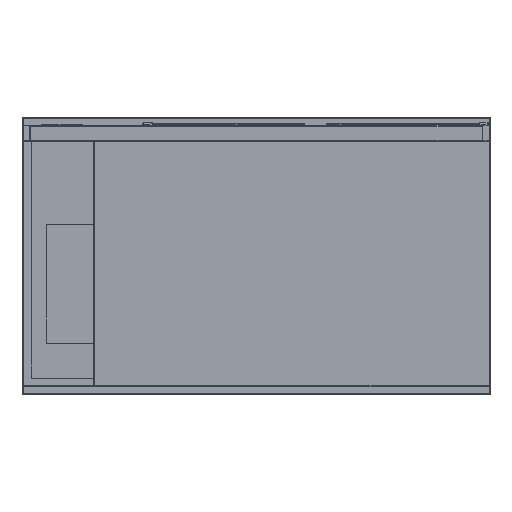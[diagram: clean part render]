
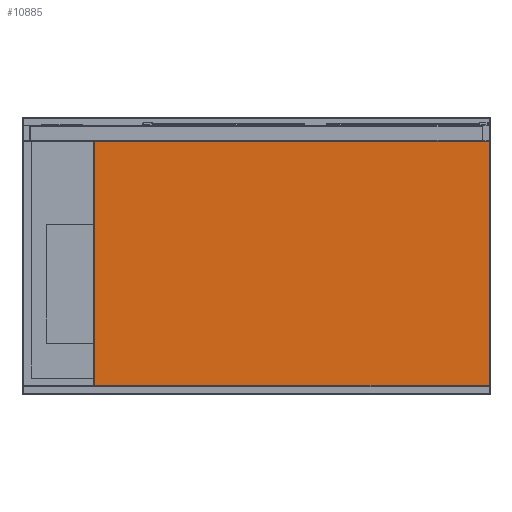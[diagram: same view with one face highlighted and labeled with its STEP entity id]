
A CAD part, front view. The second image highlights one B-rep face of the part: STEP entity #10885.
In plain terms, the highlighted planar face has unit normal (0, -1, 0).
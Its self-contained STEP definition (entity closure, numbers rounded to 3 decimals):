
#742 = EDGE_CURVE ( 'NONE', #31681, #5548, #26276, .T. ) ;
#3493 = FACE_OUTER_BOUND ( 'NONE', #15781, .T. ) ;
#4667 = CARTESIAN_POINT ( 'NONE',  ( -500., -325., -658. ) ) ;
#5548 = VERTEX_POINT ( 'NONE', #13368 ) ;
#6549 = DIRECTION ( 'NONE',  ( 0., 0., -1. ) ) ;
#8251 = CARTESIAN_POINT ( 'NONE',  ( 498., -325., -660. ) ) ;
#8861 = ORIENTED_EDGE ( 'NONE', *, *, #18836, .T. ) ;
#10885 = ADVANCED_FACE ( 'Fl�che8', ( #3493 ), #21277, .T. ) ;
#12600 = VERTEX_POINT ( 'NONE', #15672 ) ;
#13368 = CARTESIAN_POINT ( 'NONE',  ( -498., -325., -42. ) ) ;
#15148 = CARTESIAN_POINT ( 'NONE',  ( -500., -325., -660. ) ) ;
#15672 = CARTESIAN_POINT ( 'NONE',  ( 498., -325., -658. ) ) ;
#15781 = EDGE_LOOP ( 'NONE', ( #17602, #16900, #16637, #8861 ) ) ;
#16025 = VECTOR ( 'NONE', #19739, 1000. ) ;
#16336 = DIRECTION ( 'NONE',  ( 1., 0., 0. ) ) ;
#16637 = ORIENTED_EDGE ( 'NONE', *, *, #28070, .T. ) ;
#16900 = ORIENTED_EDGE ( 'NONE', *, *, #25648, .T. ) ;
#17602 = ORIENTED_EDGE ( 'NONE', *, *, #742, .T. ) ;
#18836 = EDGE_CURVE ( 'NONE', #12600, #31681, #34514, .T. ) ;
#19739 = DIRECTION ( 'NONE',  ( 0., 0., 1. ) ) ;
#20009 = VERTEX_POINT ( 'NONE', #37575 ) ;
#20151 = DIRECTION ( 'NONE',  ( -1., 0., 0. ) ) ;
#21277 = PLANE ( 'NONE',  #28258 ) ;
#21835 = DIRECTION ( 'NONE',  ( 0., 0., -1. ) ) ;
#21920 = VECTOR ( 'NONE', #21835, 1000. ) ;
#23040 = CARTESIAN_POINT ( 'NONE',  ( -500., -325., -42. ) ) ;
#24697 = VECTOR ( 'NONE', #20151, 1000. ) ;
#25648 = EDGE_CURVE ( 'NONE', #5548, #20009, #27790, .T. ) ;
#26276 = LINE ( 'NONE', #23040, #24697 ) ;
#26832 = DIRECTION ( 'NONE',  ( 0., -1., 0. ) ) ;
#27406 = CARTESIAN_POINT ( 'NONE',  ( -498., -325., -660. ) ) ;
#27790 = LINE ( 'NONE', #27406, #21920 ) ;
#28070 = EDGE_CURVE ( 'NONE', #20009, #12600, #36847, .T. ) ;
#28258 = AXIS2_PLACEMENT_3D ( 'NONE', #15148, #26832, #6549 ) ;
#30069 = VECTOR ( 'NONE', #16336, 1000. ) ;
#31681 = VERTEX_POINT ( 'NONE', #33892 ) ;
#33892 = CARTESIAN_POINT ( 'NONE',  ( 498., -325., -42. ) ) ;
#34514 = LINE ( 'NONE', #8251, #16025 ) ;
#36847 = LINE ( 'NONE', #4667, #30069 ) ;
#37575 = CARTESIAN_POINT ( 'NONE',  ( -498., -325., -658. ) ) ;
